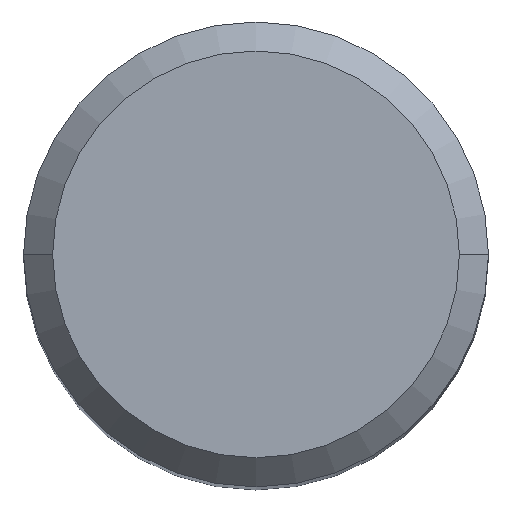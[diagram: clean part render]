
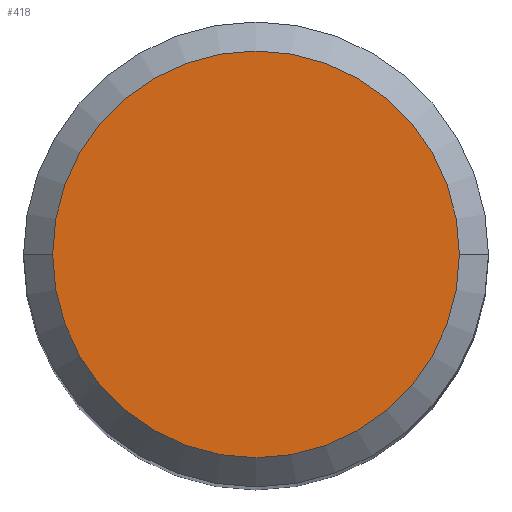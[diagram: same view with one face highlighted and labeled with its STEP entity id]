
A CAD part, top view. The second image highlights one B-rep face of the part: STEP entity #418.
In plain terms, the highlighted planar face has unit normal (0, 0, 1).
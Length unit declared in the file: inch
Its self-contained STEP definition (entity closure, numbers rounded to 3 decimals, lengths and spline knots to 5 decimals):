
#8 = DIRECTION ( 'NONE',  ( -1., 0., 0. ) ) ;
#24 = DIRECTION ( 'NONE',  ( 1., 0., 0. ) ) ;
#43 = CIRCLE ( 'NONE', #247, 0.21875 ) ;
#67 = EDGE_CURVE ( 'NONE', #400, #317, #43, .T. ) ;
#77 = CARTESIAN_POINT ( 'NONE',  ( 0.21875, 0., 0. ) ) ;
#84 = PLANE ( 'NONE',  #265 ) ;
#117 = EDGE_LOOP ( 'NONE', ( #364, #354 ) ) ;
#125 = CARTESIAN_POINT ( 'NONE',  ( 0., 0., 0. ) ) ;
#149 = DIRECTION ( 'NONE',  ( 1., 0., 0. ) ) ;
#202 = DIRECTION ( 'NONE',  ( 0., 0., 1. ) ) ;
#218 = EDGE_CURVE ( 'NONE', #317, #400, #233, .T. ) ;
#224 = CARTESIAN_POINT ( 'NONE',  ( 0., 0., 0. ) ) ;
#233 = CIRCLE ( 'NONE', #245, 0.21875 ) ;
#245 = AXIS2_PLACEMENT_3D ( 'NONE', #461, #202, #149 ) ;
#247 = AXIS2_PLACEMENT_3D ( 'NONE', #224, #451, #24 ) ;
#265 = AXIS2_PLACEMENT_3D ( 'NONE', #125, #392, #8 ) ;
#272 = FACE_OUTER_BOUND ( 'NONE', #117, .T. ) ;
#317 = VERTEX_POINT ( 'NONE', #384 ) ;
#354 = ORIENTED_EDGE ( 'NONE', *, *, #67, .T. ) ;
#364 = ORIENTED_EDGE ( 'NONE', *, *, #218, .T. ) ;
#384 = CARTESIAN_POINT ( 'NONE',  ( -0.21875, 0., 0. ) ) ;
#392 = DIRECTION ( 'NONE',  ( 0., 0., -1. ) ) ;
#400 = VERTEX_POINT ( 'NONE', #77 ) ;
#418 = ADVANCED_FACE ( 'NONE', ( #272 ), #84, .F. ) ;
#451 = DIRECTION ( 'NONE',  ( 0., 0., 1. ) ) ;
#461 = CARTESIAN_POINT ( 'NONE',  ( 0., 0., 0. ) ) ;
